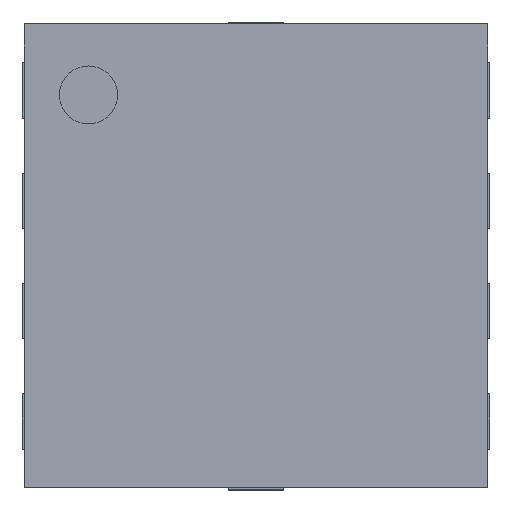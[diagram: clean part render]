
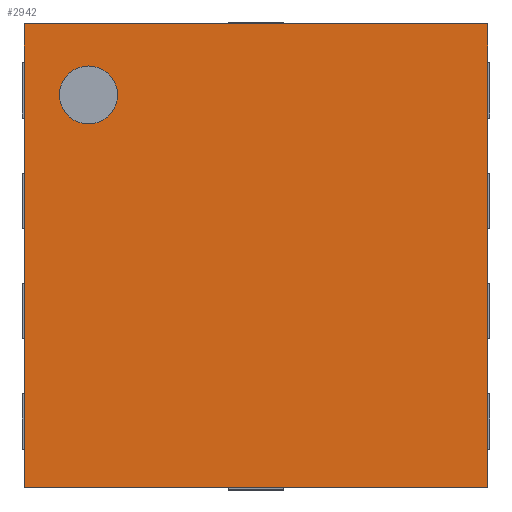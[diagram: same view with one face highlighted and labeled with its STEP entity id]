
A CAD part, top view. The second image highlights one B-rep face of the part: STEP entity #2942.
In plain terms, the highlighted planar face has unit normal (0, 0, 1).
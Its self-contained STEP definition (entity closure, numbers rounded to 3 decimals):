
#69=FACE_BOUND('',#567,.T.);
#180=PLANE('',#3124);
#413=FACE_OUTER_BOUND('',#566,.T.);
#566=EDGE_LOOP('',(#2773,#2774,#2775,#2776));
#567=EDGE_LOOP('',(#2777));
#647=LINE('',#4261,#985);
#663=LINE('',#4287,#1001);
#668=LINE('',#4296,#1006);
#681=LINE('',#4318,#1019);
#985=VECTOR('',#3252,1000.);
#1001=VECTOR('',#3270,1000.);
#1006=VECTOR('',#3277,1000.);
#1019=VECTOR('',#3292,1000.);
#1245=CIRCLE('',#2959,0.131);
#1283=VERTEX_POINT('',#3805);
#1391=VERTEX_POINT('',#4258);
#1392=VERTEX_POINT('',#4260);
#1401=VERTEX_POINT('',#4285);
#1404=VERTEX_POINT('',#4294);
#1556=EDGE_CURVE('',#1283,#1283,#1245,.T.);
#1665=EDGE_CURVE('',#1392,#1391,#647,.T.);
#1681=EDGE_CURVE('',#1391,#1401,#663,.T.);
#1686=EDGE_CURVE('',#1401,#1404,#668,.T.);
#1699=EDGE_CURVE('',#1404,#1392,#681,.T.);
#2773=ORIENTED_EDGE('',*,*,#1665,.T.);
#2774=ORIENTED_EDGE('',*,*,#1681,.T.);
#2775=ORIENTED_EDGE('',*,*,#1686,.T.);
#2776=ORIENTED_EDGE('',*,*,#1699,.T.);
#2777=ORIENTED_EDGE('',*,*,#1556,.F.);
#2942=ADVANCED_FACE('',(#413,#69),#180,.T.);
#2959=AXIS2_PLACEMENT_3D('',#3807,#3132,#3133);
#3124=AXIS2_PLACEMENT_3D('',#5771,#3799,#3800);
#3132=DIRECTION('center_axis',(0.,0.,1.));
#3133=DIRECTION('ref_axis',(1.,0.,0.));
#3252=DIRECTION('',(0.,1.,0.));
#3270=DIRECTION('',(-1.,0.,0.));
#3277=DIRECTION('',(0.,-1.,0.));
#3292=DIRECTION('',(1.,0.,0.));
#3799=DIRECTION('center_axis',(0.,0.,1.));
#3800=DIRECTION('ref_axis',(1.,0.,0.));
#3805=CARTESIAN_POINT('',(-0.89,0.729,0.75));
#3807=CARTESIAN_POINT('Origin',(-0.759,0.729,0.75));
#4258=CARTESIAN_POINT('',(1.05,1.05,0.75));
#4260=CARTESIAN_POINT('',(1.05,-1.05,0.75));
#4261=CARTESIAN_POINT('',(1.05,1.05,0.75));
#4285=CARTESIAN_POINT('',(-1.05,1.05,0.75));
#4287=CARTESIAN_POINT('',(-1.05,1.05,0.75));
#4294=CARTESIAN_POINT('',(-1.05,-1.05,0.75));
#4296=CARTESIAN_POINT('',(-1.05,1.05,0.75));
#4318=CARTESIAN_POINT('',(-1.05,-1.05,0.75));
#5771=CARTESIAN_POINT('Origin',(0.,0.,0.75));
